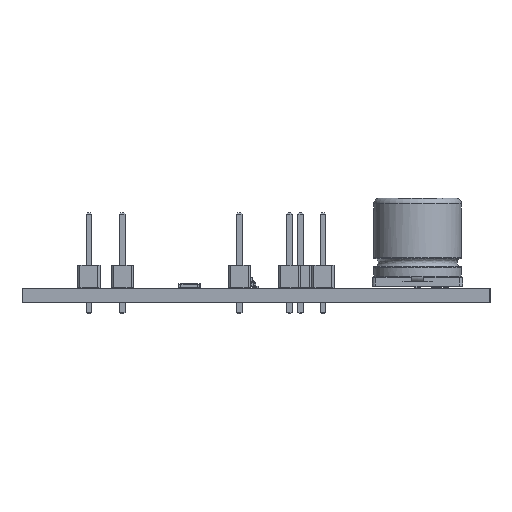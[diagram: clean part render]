
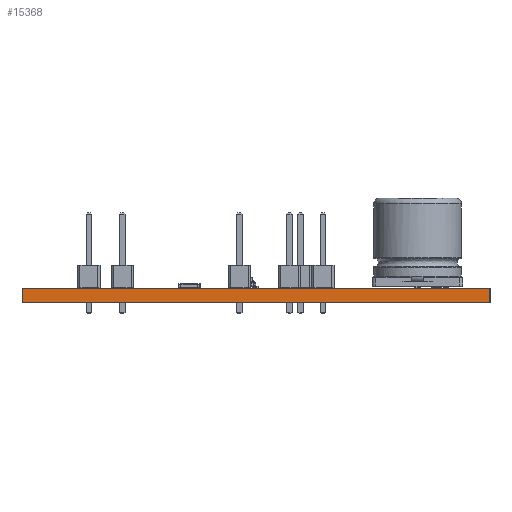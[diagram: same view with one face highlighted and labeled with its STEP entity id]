
A CAD part, left-side view. The second image highlights one B-rep face of the part: STEP entity #15368.
In plain terms, the highlighted planar face has unit normal (-1, 0, 0).
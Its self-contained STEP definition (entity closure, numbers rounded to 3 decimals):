
#15252 = EDGE_CURVE('',#15253,#15255,#15257,.T.);
#15253 = VERTEX_POINT('',#15254);
#15254 = CARTESIAN_POINT('',(120.65,-63.5,0.));
#15255 = VERTEX_POINT('',#15256);
#15256 = CARTESIAN_POINT('',(120.65,-63.5,1.6));
#15257 = SURFACE_CURVE('',#15258,(#15262,#15274),.PCURVE_S1.);
#15258 = LINE('',#15259,#15260);
#15259 = CARTESIAN_POINT('',(120.65,-63.5,0.));
#15260 = VECTOR('',#15261,1.);
#15261 = DIRECTION('',(0.,0.,1.));
#15262 = PCURVE('',#15263,#15268);
#15263 = PLANE('',#15264);
#15264 = AXIS2_PLACEMENT_3D('',#15265,#15266,#15267);
#15265 = CARTESIAN_POINT('',(120.65,-63.5,0.));
#15266 = DIRECTION('',(0.,1.,0.));
#15267 = DIRECTION('',(1.,0.,0.));
#15268 = DEFINITIONAL_REPRESENTATION('',(#15269),#15273);
#15269 = LINE('',#15270,#15271);
#15270 = CARTESIAN_POINT('',(0.,0.));
#15271 = VECTOR('',#15272,1.);
#15272 = DIRECTION('',(0.,-1.));
#15273 = ( GEOMETRIC_REPRESENTATION_CONTEXT(2) 
PARAMETRIC_REPRESENTATION_CONTEXT() REPRESENTATION_CONTEXT('2D SPACE',''
  ) );
#15274 = PCURVE('',#15275,#15280);
#15275 = PLANE('',#15276);
#15276 = AXIS2_PLACEMENT_3D('',#15277,#15278,#15279);
#15277 = CARTESIAN_POINT('',(120.65,-116.84,0.));
#15278 = DIRECTION('',(-1.,0.,0.));
#15279 = DIRECTION('',(0.,1.,0.));
#15280 = DEFINITIONAL_REPRESENTATION('',(#15281),#15285);
#15281 = LINE('',#15282,#15283);
#15282 = CARTESIAN_POINT('',(53.34,0.));
#15283 = VECTOR('',#15284,1.);
#15284 = DIRECTION('',(0.,-1.));
#15285 = ( GEOMETRIC_REPRESENTATION_CONTEXT(2) 
PARAMETRIC_REPRESENTATION_CONTEXT() REPRESENTATION_CONTEXT('2D SPACE',''
  ) );
#15303 = PLANE('',#15304);
#15304 = AXIS2_PLACEMENT_3D('',#15305,#15306,#15307);
#15305 = CARTESIAN_POINT('',(154.191,-90.342,1.6));
#15306 = DIRECTION('',(-0.,-0.,-1.));
#15307 = DIRECTION('',(-1.,0.,0.));
#15357 = PLANE('',#15358);
#15358 = AXIS2_PLACEMENT_3D('',#15359,#15360,#15361);
#15359 = CARTESIAN_POINT('',(154.191,-90.342,0.));
#15360 = DIRECTION('',(-0.,-0.,-1.));
#15361 = DIRECTION('',(-1.,0.,0.));
#15368 = ADVANCED_FACE('',(#15369),#15275,.T.);
#15369 = FACE_BOUND('',#15370,.T.);
#15370 = EDGE_LOOP('',(#15371,#15401,#15422,#15423));
#15371 = ORIENTED_EDGE('',*,*,#15372,.T.);
#15372 = EDGE_CURVE('',#15373,#15375,#15377,.T.);
#15373 = VERTEX_POINT('',#15374);
#15374 = CARTESIAN_POINT('',(120.65,-116.84,0.));
#15375 = VERTEX_POINT('',#15376);
#15376 = CARTESIAN_POINT('',(120.65,-116.84,1.6));
#15377 = SURFACE_CURVE('',#15378,(#15382,#15389),.PCURVE_S1.);
#15378 = LINE('',#15379,#15380);
#15379 = CARTESIAN_POINT('',(120.65,-116.84,0.));
#15380 = VECTOR('',#15381,1.);
#15381 = DIRECTION('',(0.,0.,1.));
#15382 = PCURVE('',#15275,#15383);
#15383 = DEFINITIONAL_REPRESENTATION('',(#15384),#15388);
#15384 = LINE('',#15385,#15386);
#15385 = CARTESIAN_POINT('',(0.,0.));
#15386 = VECTOR('',#15387,1.);
#15387 = DIRECTION('',(0.,-1.));
#15388 = ( GEOMETRIC_REPRESENTATION_CONTEXT(2) 
PARAMETRIC_REPRESENTATION_CONTEXT() REPRESENTATION_CONTEXT('2D SPACE',''
  ) );
#15389 = PCURVE('',#15390,#15395);
#15390 = PLANE('',#15391);
#15391 = AXIS2_PLACEMENT_3D('',#15392,#15393,#15394);
#15392 = CARTESIAN_POINT('',(186.69,-116.84,0.));
#15393 = DIRECTION('',(0.,-1.,0.));
#15394 = DIRECTION('',(-1.,0.,0.));
#15395 = DEFINITIONAL_REPRESENTATION('',(#15396),#15400);
#15396 = LINE('',#15397,#15398);
#15397 = CARTESIAN_POINT('',(66.04,0.));
#15398 = VECTOR('',#15399,1.);
#15399 = DIRECTION('',(0.,-1.));
#15400 = ( GEOMETRIC_REPRESENTATION_CONTEXT(2) 
PARAMETRIC_REPRESENTATION_CONTEXT() REPRESENTATION_CONTEXT('2D SPACE',''
  ) );
#15401 = ORIENTED_EDGE('',*,*,#15402,.T.);
#15402 = EDGE_CURVE('',#15375,#15255,#15403,.T.);
#15403 = SURFACE_CURVE('',#15404,(#15408,#15415),.PCURVE_S1.);
#15404 = LINE('',#15405,#15406);
#15405 = CARTESIAN_POINT('',(120.65,-116.84,1.6));
#15406 = VECTOR('',#15407,1.);
#15407 = DIRECTION('',(0.,1.,0.));
#15408 = PCURVE('',#15275,#15409);
#15409 = DEFINITIONAL_REPRESENTATION('',(#15410),#15414);
#15410 = LINE('',#15411,#15412);
#15411 = CARTESIAN_POINT('',(0.,-1.6));
#15412 = VECTOR('',#15413,1.);
#15413 = DIRECTION('',(1.,0.));
#15414 = ( GEOMETRIC_REPRESENTATION_CONTEXT(2) 
PARAMETRIC_REPRESENTATION_CONTEXT() REPRESENTATION_CONTEXT('2D SPACE',''
  ) );
#15415 = PCURVE('',#15303,#15416);
#15416 = DEFINITIONAL_REPRESENTATION('',(#15417),#15421);
#15417 = LINE('',#15418,#15419);
#15418 = CARTESIAN_POINT('',(33.541,-26.498));
#15419 = VECTOR('',#15420,1.);
#15420 = DIRECTION('',(0.,1.));
#15421 = ( GEOMETRIC_REPRESENTATION_CONTEXT(2) 
PARAMETRIC_REPRESENTATION_CONTEXT() REPRESENTATION_CONTEXT('2D SPACE',''
  ) );
#15422 = ORIENTED_EDGE('',*,*,#15252,.F.);
#15423 = ORIENTED_EDGE('',*,*,#15424,.F.);
#15424 = EDGE_CURVE('',#15373,#15253,#15425,.T.);
#15425 = SURFACE_CURVE('',#15426,(#15430,#15437),.PCURVE_S1.);
#15426 = LINE('',#15427,#15428);
#15427 = CARTESIAN_POINT('',(120.65,-116.84,0.));
#15428 = VECTOR('',#15429,1.);
#15429 = DIRECTION('',(0.,1.,0.));
#15430 = PCURVE('',#15275,#15431);
#15431 = DEFINITIONAL_REPRESENTATION('',(#15432),#15436);
#15432 = LINE('',#15433,#15434);
#15433 = CARTESIAN_POINT('',(0.,0.));
#15434 = VECTOR('',#15435,1.);
#15435 = DIRECTION('',(1.,0.));
#15436 = ( GEOMETRIC_REPRESENTATION_CONTEXT(2) 
PARAMETRIC_REPRESENTATION_CONTEXT() REPRESENTATION_CONTEXT('2D SPACE',''
  ) );
#15437 = PCURVE('',#15357,#15438);
#15438 = DEFINITIONAL_REPRESENTATION('',(#15439),#15443);
#15439 = LINE('',#15440,#15441);
#15440 = CARTESIAN_POINT('',(33.541,-26.498));
#15441 = VECTOR('',#15442,1.);
#15442 = DIRECTION('',(0.,1.));
#15443 = ( GEOMETRIC_REPRESENTATION_CONTEXT(2) 
PARAMETRIC_REPRESENTATION_CONTEXT() REPRESENTATION_CONTEXT('2D SPACE',''
  ) );
